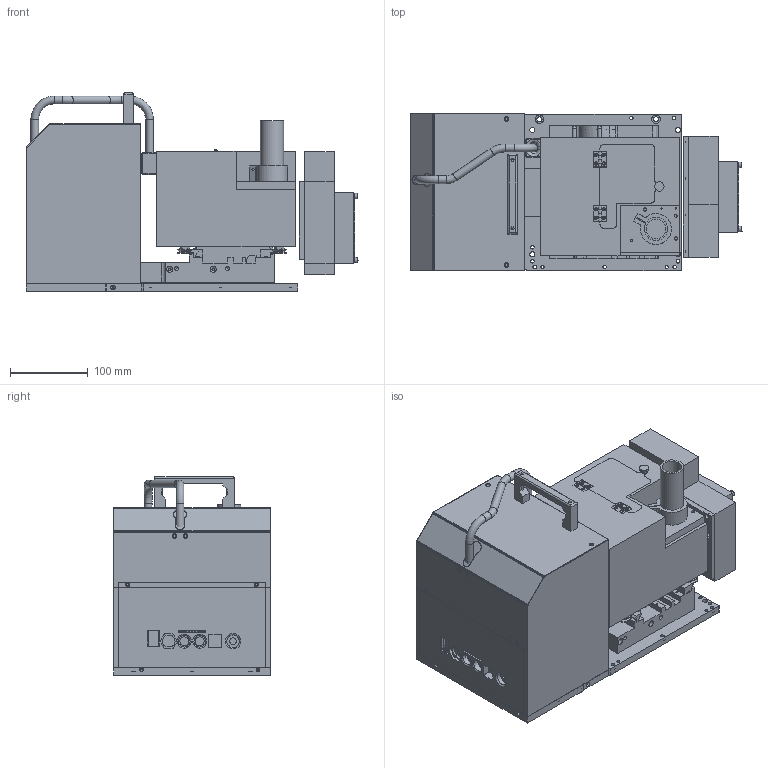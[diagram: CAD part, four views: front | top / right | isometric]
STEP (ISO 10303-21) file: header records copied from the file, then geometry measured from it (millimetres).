
FILE_DESCRIPTION(/* description */ (''),/* implementation_level */ '2;1');
FILE_NAME(/* name */ 'MSM+120-STEP',/* time_stamp */ '2020-11-23T10:22:39+01:00',/* author */ (''),/* organization */ (''),/* preprocessor_version */ 'ST-DEVELOPER v16.5',/* originating_system */ 'HiCAD 2020 2501.0 Build 260',/* authorisation */ '');
FILE_SCHEMA (('AUTOMOTIVE_DESIGN { 1 0 10303 214 1 1 1 1 }'));
Bounding box: 427.3 x 202 x 255.79 mm (x, y, z)
Volume: 11169959.9 mm3; surface area: 1034515.1 mm2
Topology: 49 solids, 49 shells, 1718 faces, 4568 edges, 3042 vertices
Faces by surface type: plane 816, cylinder 717, cone 155, torus 20, sphere 10
Full cylindrical faces by diameter (mm): 1.509 x6, 1.6 x10, 2.05 x9, 2.5 x27, 3 x4, 3.141 x2, 3.2 x5, 3.3 x16, 3.4 x17, 3.5 x8, 4 x8, 4.3 x9, 4.5 x17, 4.6 x2, 4.7 x4, 5 x14, 5.5 x3, 6 x7, 6.5 x18, 6.6 x6, 7 x4, 8 x22, 8.5 x1, 9 x2, 10 x7, 11 x2, 11.4 x2, 11.63 x2, 12 x5, 13 x1
Entity records: 54785 total; most frequent: CARTESIAN_POINT 12968, DIRECTION 8916, ORIENTED_EDGE 7878, EDGE_CURVE 3939, AXIS2_PLACEMENT_3D 3324, VERTEX_POINT 2841, FACE_BOUND 2614, EDGE_LOOP 2577
